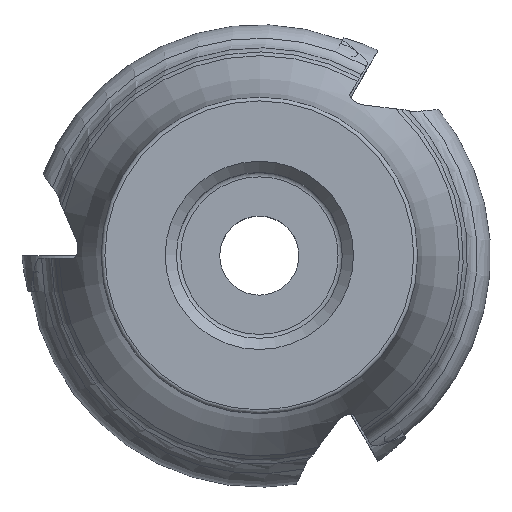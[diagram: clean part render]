
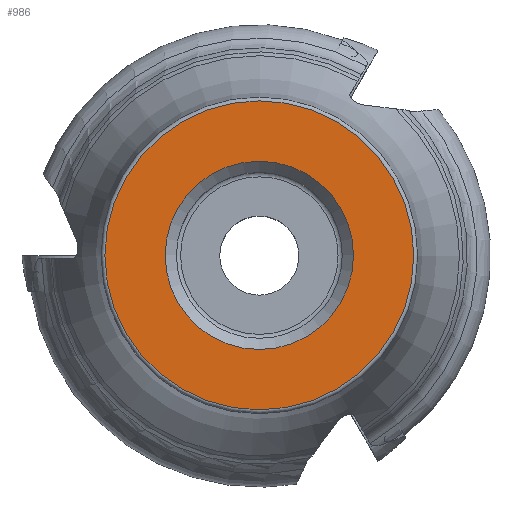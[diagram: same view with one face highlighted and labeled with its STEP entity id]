
A CAD part, top view. The second image highlights one B-rep face of the part: STEP entity #986.
In plain terms, the highlighted planar face has unit normal (0, 0, 1).
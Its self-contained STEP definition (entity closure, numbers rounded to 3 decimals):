
#986=ADVANCED_FACE('CU_BACK_F001',(#1287,#1288),#1203,.F.);
#1203=PLANE('',#3767);
#1287=FACE_BOUND('',#1393,.T.);
#1288=FACE_BOUND('',#1394,.T.);
#1393=EDGE_LOOP('',(#1660));
#1394=EDGE_LOOP('',(#1661));
#1660=ORIENTED_EDGE('',*,*,#3017,.T.);
#1661=ORIENTED_EDGE('',*,*,#3018,.T.);
#2674=VERTEX_POINT('',#5234);
#2675=VERTEX_POINT('',#5236);
#3017=EDGE_CURVE('',#2674,#2674,#3524,.T.);
#3018=EDGE_CURVE('',#2675,#2675,#3525,.T.);
#3524=CIRCLE('',#3765,12.495);
#3525=CIRCLE('',#3766,20.5);
#3765=AXIS2_PLACEMENT_3D('',#5233,#4207,#4208);
#3766=AXIS2_PLACEMENT_3D('',#5235,#4209,#4210);
#3767=AXIS2_PLACEMENT_3D('',#5237,#4211,#4212);
#4207=DIRECTION('',(0.,0.,-1.));
#4208=DIRECTION('',(-1.,0.,0.));
#4209=DIRECTION('',(0.,0.,1.));
#4210=DIRECTION('',(-1.,0.,0.));
#4211=DIRECTION('',(0.,0.,-1.));
#4212=DIRECTION('',(-1.,0.,0.));
#5233=CARTESIAN_POINT('',(0.,0.,0.));
#5234=CARTESIAN_POINT('',(-12.495,0.,0.));
#5235=CARTESIAN_POINT('',(0.,0.,0.));
#5236=CARTESIAN_POINT('',(-20.5,0.,0.));
#5237=CARTESIAN_POINT('',(-20.5,0.,0.));
